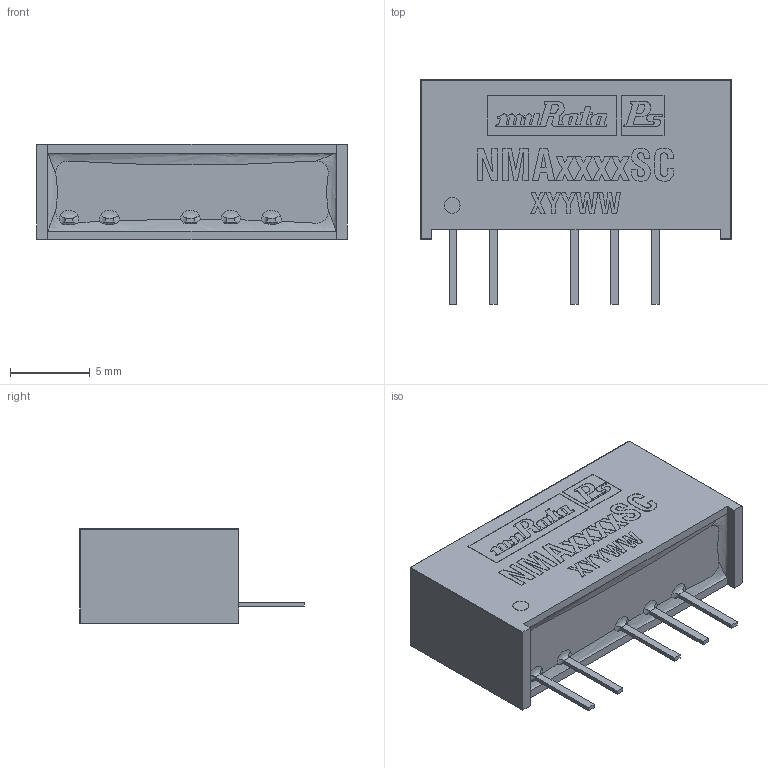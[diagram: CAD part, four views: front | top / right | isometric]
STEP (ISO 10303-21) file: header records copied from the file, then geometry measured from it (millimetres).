
FILE_DESCRIPTION (( 'STEP AP214' ), '1' );
FILE_NAME ('mps_dcdc_nma_sc_a.STEP', '2014-10-04T09:59:32', ( '' ), ( '' ), 'SwSTEP 2.0', 'SolidWorks 2014', '' );
FILE_SCHEMA (( 'AUTOMOTIVE_DESIGN' ));
Length unit declared in the file: millimetre
Products named in the file (1): mps_dcdc_nma_sc_a
Bounding box: 19.5 x 14.1 x 6.02 mm (x, y, z)
Volume: 477.9 mm3; surface area: 1540.6 mm2
Topology: 30 solids, 30 shells, 528 faces, 1395 edges, 923 vertices
Faces by surface type: plane 356, cylinder 119, bspline 49, sphere 4
Full cylindrical faces by diameter (mm): 1 x1
Entity records: 24377 total; most frequent: CARTESIAN_POINT 5367, ORIENTED_EDGE 2780, DIRECTION 2448, EDGE_CURVE 1390, VECTOR 1012, LINE 1012, VERTEX_POINT 923, AXIS2_PLACEMENT_3D 718
